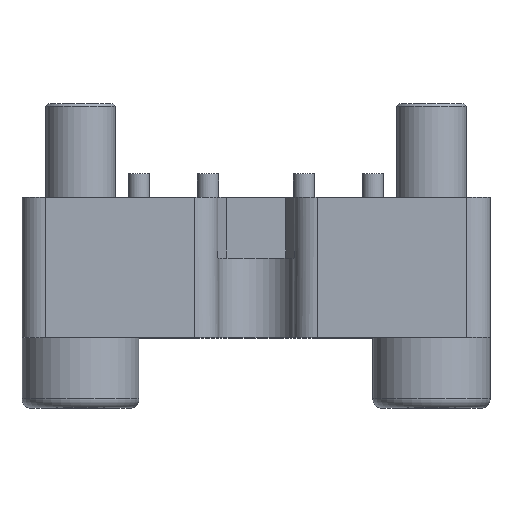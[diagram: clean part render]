
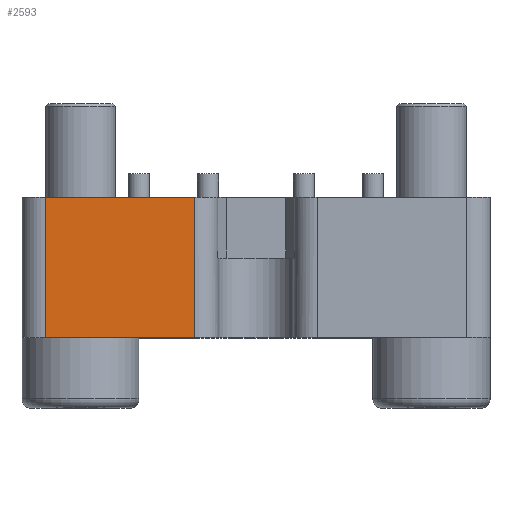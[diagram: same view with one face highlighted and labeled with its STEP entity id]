
A CAD part, top view. The second image highlights one B-rep face of the part: STEP entity #2593.
In plain terms, the highlighted planar face has unit normal (0, 0, 1).
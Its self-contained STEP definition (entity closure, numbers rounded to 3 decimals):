
#92=PLANE('',#2831);
#217=FACE_OUTER_BOUND('',#390,.T.);
#390=EDGE_LOOP('',(#2008,#2009,#2010,#2011));
#547=LINE('',#3982,#800);
#561=LINE('',#4031,#814);
#610=LINE('',#4155,#863);
#611=LINE('',#4157,#864);
#800=VECTOR('',#3163,1000.);
#814=VECTOR('',#3199,1000.);
#863=VECTOR('',#3310,1000.);
#864=VECTOR('',#3313,1000.);
#1203=VERTEX_POINT('',#3979);
#1204=VERTEX_POINT('',#3981);
#1227=VERTEX_POINT('',#4028);
#1228=VERTEX_POINT('',#4030);
#1465=EDGE_CURVE('',#1203,#1204,#547,.T.);
#1489=EDGE_CURVE('',#1228,#1227,#561,.T.);
#1551=EDGE_CURVE('',#1227,#1204,#610,.T.);
#1552=EDGE_CURVE('',#1203,#1228,#611,.T.);
#2008=ORIENTED_EDGE('',*,*,#1465,.F.);
#2009=ORIENTED_EDGE('',*,*,#1552,.T.);
#2010=ORIENTED_EDGE('',*,*,#1489,.T.);
#2011=ORIENTED_EDGE('',*,*,#1551,.T.);
#2593=ADVANCED_FACE('',(#217),#92,.T.);
#2831=AXIS2_PLACEMENT_3D('',#4156,#3311,#3312);
#3163=DIRECTION('',(-1.,0.,0.));
#3199=DIRECTION('',(-1.,0.,0.));
#3310=DIRECTION('',(0.,-1.,0.));
#3311=DIRECTION('center_axis',(0.,0.,1.));
#3312=DIRECTION('ref_axis',(1.,0.,0.));
#3313=DIRECTION('',(0.,1.,0.));
#3979=CARTESIAN_POINT('',(-7.246,-6.23,20.));
#3981=CARTESIAN_POINT('',(-19.996,-6.23,20.));
#3982=CARTESIAN_POINT('',(-46.22,-6.23,20.));
#4028=CARTESIAN_POINT('',(-19.996,5.77,20.));
#4030=CARTESIAN_POINT('',(-7.246,5.77,20.));
#4031=CARTESIAN_POINT('',(-46.22,5.77,20.));
#4155=CARTESIAN_POINT('',(-19.996,5.77,20.));
#4156=CARTESIAN_POINT('Origin',(-46.22,5.77,20.));
#4157=CARTESIAN_POINT('',(-7.246,5.77,20.));
